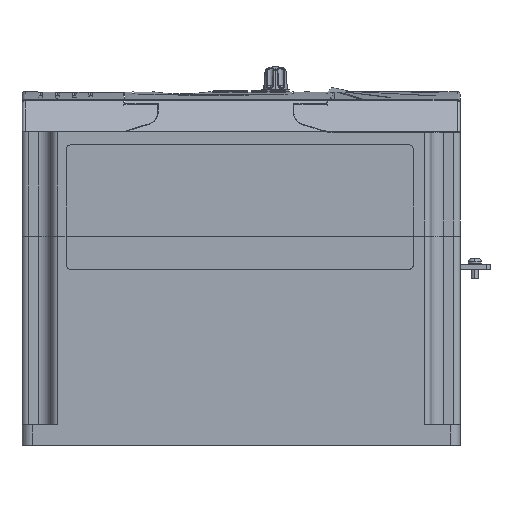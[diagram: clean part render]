
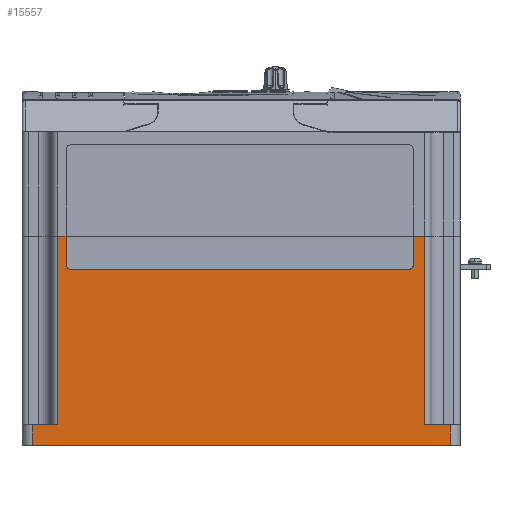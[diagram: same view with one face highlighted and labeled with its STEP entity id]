
A CAD part, left-side view. The second image highlights one B-rep face of the part: STEP entity #15557.
In plain terms, the highlighted planar face has unit normal (-1, 0, 0).
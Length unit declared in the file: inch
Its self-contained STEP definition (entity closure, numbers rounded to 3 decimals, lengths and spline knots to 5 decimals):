
#899 = CARTESIAN_POINT ( 'NONE',  ( -2.46, 3.45955, 2.83615 ) ) ;
#902 = VECTOR ( 'NONE', #17904, 39.37008 ) ;
#1193 = CARTESIAN_POINT ( 'NONE',  ( -2.46, 3.625, -2.6 ) ) ;
#1828 = LINE ( 'NONE', #14875, #902 ) ;
#1924 = DIRECTION ( 'NONE',  ( 0., 1., 0. ) ) ;
#2099 = EDGE_CURVE ( 'NONE', #33461, #9298, #21726, .T. ) ;
#2236 = AXIS2_PLACEMENT_3D ( 'NONE', #8134, #29900, #11248 ) ;
#2246 = CARTESIAN_POINT ( 'NONE',  ( -2.46, -3.40487, 0.5695 ) ) ;
#2260 = DIRECTION ( 'NONE',  ( 0., 0., 1. ) ) ;
#2385 = CARTESIAN_POINT ( 'NONE',  ( -2.46, 4.33, -3.00447 ) ) ;
#2719 = CARTESIAN_POINT ( 'NONE',  ( -2.46, -4.13, -3.00547 ) ) ;
#2898 = ORIENTED_EDGE ( 'NONE', *, *, #31897, .F. ) ;
#2906 = DIRECTION ( 'NONE',  ( 0., 1., 0. ) ) ;
#3086 = DIRECTION ( 'NONE',  ( 1., 0., 0. ) ) ;
#3179 = EDGE_CURVE ( 'NONE', #23028, #39382, #32662, .T. ) ;
#3748 = ORIENTED_EDGE ( 'NONE', *, *, #3973, .T. ) ;
#3800 = EDGE_CURVE ( 'NONE', #39896, #23028, #19927, .T. ) ;
#3872 = VECTOR ( 'NONE', #10124, 39.37008 ) ;
#3939 = ORIENTED_EDGE ( 'NONE', *, *, #27392, .F. ) ;
#3973 = EDGE_CURVE ( 'NONE', #20448, #5391, #22351, .T. ) ;
#3975 = ORIENTED_EDGE ( 'NONE', *, *, #40292, .T. ) ;
#4038 = ORIENTED_EDGE ( 'NONE', *, *, #21097, .T. ) ;
#4250 = CIRCLE ( 'NONE', #2236, 0.1 ) ;
#4336 = EDGE_CURVE ( 'NONE', #30661, #24941, #5478, .T. ) ;
#4529 = ORIENTED_EDGE ( 'NONE', *, *, #3800, .T. ) ;
#5391 = VERTEX_POINT ( 'NONE', #25812 ) ;
#5410 = VECTOR ( 'NONE', #29679, 39.37008 ) ;
#5425 = VECTOR ( 'NONE', #29916, 39.37008 ) ;
#5478 = LINE ( 'NONE', #29939, #29325 ) ;
#5562 = VECTOR ( 'NONE', #1924, 39.37008 ) ;
#5747 = VERTEX_POINT ( 'NONE', #34032 ) ;
#5794 = VECTOR ( 'NONE', #25280, 39.37008 ) ;
#6049 = VECTOR ( 'NONE', #30164, 39.37008 ) ;
#6349 = VECTOR ( 'NONE', #2260, 39.37008 ) ;
#6389 = EDGE_CURVE ( 'NONE', #36748, #14161, #24332, .T. ) ;
#7376 = EDGE_LOOP ( 'NONE', ( #28654, #31093, #18142, #18570, #26258, #14882, #34457, #2898, #23963, #3975, #4038, #3748, #3939, #29125, #4529, #8968, #29899, #16960 ) ) ;
#7527 = VECTOR ( 'NONE', #27276, 39.37008 ) ;
#8061 = CARTESIAN_POINT ( 'NONE',  ( -2.46, 4.33, 1.13 ) ) ;
#8134 = CARTESIAN_POINT ( 'NONE',  ( -2.46, -3.30487, 0.5695 ) ) ;
#8247 = VERTEX_POINT ( 'NONE', #14494 ) ;
#8426 = CARTESIAN_POINT ( 'NONE',  ( -2.46, -3.625, -3.00547 ) ) ;
#8478 = EDGE_CURVE ( 'NONE', #20259, #30193, #4250, .T. ) ;
#8846 = DIRECTION ( 'NONE',  ( 0., 0., 1. ) ) ;
#8968 = ORIENTED_EDGE ( 'NONE', *, *, #3179, .T. ) ;
#9298 = VERTEX_POINT ( 'NONE', #13372 ) ;
#10124 = DIRECTION ( 'NONE',  ( 0., 0., 1. ) ) ;
#11248 = DIRECTION ( 'NONE',  ( 0., 0., -1. ) ) ;
#11301 = DIRECTION ( 'NONE',  ( 0., 0., -1. ) ) ;
#12320 = PLANE ( 'NONE',  #36340 ) ;
#12489 = DIRECTION ( 'NONE',  ( 1., 0., 0. ) ) ;
#12510 = EDGE_CURVE ( 'NONE', #8247, #9298, #25556, .T. ) ;
#13372 = CARTESIAN_POINT ( 'NONE',  ( -2.46, -4.13, -2.6 ) ) ;
#14003 = VERTEX_POINT ( 'NONE', #30079 ) ;
#14161 = VERTEX_POINT ( 'NONE', #21635 ) ;
#14494 = CARTESIAN_POINT ( 'NONE',  ( -2.46, -4.13, -3.00447 ) ) ;
#14603 = LINE ( 'NONE', #39500, #6349 ) ;
#14875 = CARTESIAN_POINT ( 'NONE',  ( -2.46, -3.75, -3.00547 ) ) ;
#14882 = ORIENTED_EDGE ( 'NONE', *, *, #16997, .T. ) ;
#15324 = DIRECTION ( 'NONE',  ( 0., 0., -1. ) ) ;
#15421 = CARTESIAN_POINT ( 'NONE',  ( -2.46, 4.33, -3.00547 ) ) ;
#15557 = ADVANCED_FACE ( 'NONE', ( #36894 ), #12320, .F. ) ;
#15758 = CARTESIAN_POINT ( 'NONE',  ( -2.46, 4.33, -3.00547 ) ) ;
#16097 = VECTOR ( 'NONE', #24676, 39.37008 ) ;
#16532 = DIRECTION ( 'NONE',  ( 0., 0., -1. ) ) ;
#16546 = VECTOR ( 'NONE', #2906, 39.37008 ) ;
#16960 = ORIENTED_EDGE ( 'NONE', *, *, #4336, .T. ) ;
#16997 = EDGE_CURVE ( 'NONE', #33461, #14161, #22615, .T. ) ;
#17726 = CARTESIAN_POINT ( 'NONE',  ( -2.46, 3.45955, 0.5695 ) ) ;
#17904 = DIRECTION ( 'NONE',  ( 0., 0., 1. ) ) ;
#18142 = ORIENTED_EDGE ( 'NONE', *, *, #29689, .F. ) ;
#18249 = VECTOR ( 'NONE', #8846, 39.37008 ) ;
#18412 = CARTESIAN_POINT ( 'NONE',  ( -2.46, 4.33, -2.6 ) ) ;
#18570 = ORIENTED_EDGE ( 'NONE', *, *, #12510, .T. ) ;
#18806 = CARTESIAN_POINT ( 'NONE',  ( -2.46, 3.625, 1.13 ) ) ;
#19652 = CARTESIAN_POINT ( 'NONE',  ( -2.46, 4.13, -3.00547 ) ) ;
#19785 = VECTOR ( 'NONE', #15324, 39.37008 ) ;
#19927 = LINE ( 'NONE', #18412, #16546 ) ;
#20259 = VERTEX_POINT ( 'NONE', #2246 ) ;
#20448 = VERTEX_POINT ( 'NONE', #17726 ) ;
#20756 = VECTOR ( 'NONE', #35639, 39.37008 ) ;
#21097 = EDGE_CURVE ( 'NONE', #28244, #20448, #39599, .T. ) ;
#21452 = EDGE_CURVE ( 'NONE', #30661, #39382, #25024, .T. ) ;
#21635 = CARTESIAN_POINT ( 'NONE',  ( -2.46, -3.625, 1.13 ) ) ;
#21726 = LINE ( 'NONE', #32523, #20756 ) ;
#22117 = LINE ( 'NONE', #39136, #5562 ) ;
#22351 = LINE ( 'NONE', #899, #3872 ) ;
#22362 = LINE ( 'NONE', #15758, #5794 ) ;
#22615 = LINE ( 'NONE', #8426, #6049 ) ;
#23028 = VERTEX_POINT ( 'NONE', #39492 ) ;
#23251 = CARTESIAN_POINT ( 'NONE',  ( -2.46, 4.13, -3.00447 ) ) ;
#23963 = ORIENTED_EDGE ( 'NONE', *, *, #8478, .T. ) ;
#24012 = CARTESIAN_POINT ( 'NONE',  ( -2.46, 3.75, -3.00447 ) ) ;
#24152 = EDGE_CURVE ( 'NONE', #24941, #14003, #22362, .T. ) ;
#24332 = LINE ( 'NONE', #40143, #16097 ) ;
#24383 = VECTOR ( 'NONE', #16532, 39.37008 ) ;
#24676 = DIRECTION ( 'NONE',  ( 0., -1., 0. ) ) ;
#24835 = DIRECTION ( 'NONE',  ( 0., 0., -1. ) ) ;
#24941 = VERTEX_POINT ( 'NONE', #27091 ) ;
#25024 = LINE ( 'NONE', #2385, #7527 ) ;
#25091 = EDGE_CURVE ( 'NONE', #34160, #39896, #28060, .T. ) ;
#25280 = DIRECTION ( 'NONE',  ( 0., -1., 0. ) ) ;
#25556 = LINE ( 'NONE', #2719, #18249 ) ;
#25812 = CARTESIAN_POINT ( 'NONE',  ( -2.46, 3.45955, 1.13 ) ) ;
#26258 = ORIENTED_EDGE ( 'NONE', *, *, #2099, .F. ) ;
#26772 = CARTESIAN_POINT ( 'NONE',  ( -2.46, 3.35955, 0.4695 ) ) ;
#27091 = CARTESIAN_POINT ( 'NONE',  ( -2.46, 3.75, -3.00547 ) ) ;
#27276 = DIRECTION ( 'NONE',  ( 0., 1., 0. ) ) ;
#27392 = EDGE_CURVE ( 'NONE', #34160, #5391, #37505, .T. ) ;
#28060 = LINE ( 'NONE', #30967, #19785 ) ;
#28244 = VERTEX_POINT ( 'NONE', #36099 ) ;
#28654 = ORIENTED_EDGE ( 'NONE', *, *, #24152, .T. ) ;
#29125 = ORIENTED_EDGE ( 'NONE', *, *, #25091, .T. ) ;
#29216 = AXIS2_PLACEMENT_3D ( 'NONE', #31108, #12489, #34238 ) ;
#29325 = VECTOR ( 'NONE', #11301, 39.37008 ) ;
#29679 = DIRECTION ( 'NONE',  ( 0., -1., 0. ) ) ;
#29689 = EDGE_CURVE ( 'NONE', #8247, #5747, #22117, .T. ) ;
#29899 = ORIENTED_EDGE ( 'NONE', *, *, #21452, .F. ) ;
#29900 = DIRECTION ( 'NONE',  ( 1., 0., 0. ) ) ;
#29916 = DIRECTION ( 'NONE',  ( 0., 1., 0. ) ) ;
#29939 = CARTESIAN_POINT ( 'NONE',  ( -2.46, 3.75, -3.00547 ) ) ;
#30079 = CARTESIAN_POINT ( 'NONE',  ( -2.46, -3.75, -3.00547 ) ) ;
#30164 = DIRECTION ( 'NONE',  ( 0., 0., 1. ) ) ;
#30193 = VERTEX_POINT ( 'NONE', #38590 ) ;
#30661 = VERTEX_POINT ( 'NONE', #24012 ) ;
#30967 = CARTESIAN_POINT ( 'NONE',  ( -2.46, 3.625, -3.00547 ) ) ;
#31093 = ORIENTED_EDGE ( 'NONE', *, *, #34887, .T. ) ;
#31108 = CARTESIAN_POINT ( 'NONE',  ( -2.46, 3.35955, 0.5695 ) ) ;
#31537 = CARTESIAN_POINT ( 'NONE',  ( -2.46, -3.40487, 1.13 ) ) ;
#31897 = EDGE_CURVE ( 'NONE', #20259, #36748, #14603, .T. ) ;
#32523 = CARTESIAN_POINT ( 'NONE',  ( -2.46, 4.33, -2.6 ) ) ;
#32662 = LINE ( 'NONE', #19652, #24383 ) ;
#33461 = VERTEX_POINT ( 'NONE', #36530 ) ;
#34032 = CARTESIAN_POINT ( 'NONE',  ( -2.46, -3.75, -3.00447 ) ) ;
#34160 = VERTEX_POINT ( 'NONE', #18806 ) ;
#34238 = DIRECTION ( 'NONE',  ( 0., 0., 1. ) ) ;
#34457 = ORIENTED_EDGE ( 'NONE', *, *, #6389, .F. ) ;
#34887 = EDGE_CURVE ( 'NONE', #14003, #5747, #1828, .T. ) ;
#35639 = DIRECTION ( 'NONE',  ( 0., -1., 0. ) ) ;
#36099 = CARTESIAN_POINT ( 'NONE',  ( -2.46, 3.35955, 0.4695 ) ) ;
#36340 = AXIS2_PLACEMENT_3D ( 'NONE', #15421, #3086, #24835 ) ;
#36530 = CARTESIAN_POINT ( 'NONE',  ( -2.46, -3.625, -2.6 ) ) ;
#36748 = VERTEX_POINT ( 'NONE', #31537 ) ;
#36894 = FACE_OUTER_BOUND ( 'NONE', #7376, .T. ) ;
#37505 = LINE ( 'NONE', #8061, #5410 ) ;
#37520 = LINE ( 'NONE', #26772, #5425 ) ;
#38590 = CARTESIAN_POINT ( 'NONE',  ( -2.46, -3.30487, 0.4695 ) ) ;
#39136 = CARTESIAN_POINT ( 'NONE',  ( -2.46, 4.33, -3.00447 ) ) ;
#39382 = VERTEX_POINT ( 'NONE', #23251 ) ;
#39492 = CARTESIAN_POINT ( 'NONE',  ( -2.46, 4.13, -2.6 ) ) ;
#39500 = CARTESIAN_POINT ( 'NONE',  ( -2.46, -3.40487, -3.00547 ) ) ;
#39599 = CIRCLE ( 'NONE', #29216, 0.1 ) ;
#39896 = VERTEX_POINT ( 'NONE', #1193 ) ;
#40143 = CARTESIAN_POINT ( 'NONE',  ( -2.46, 4.33, 1.13 ) ) ;
#40292 = EDGE_CURVE ( 'NONE', #30193, #28244, #37520, .T. ) ;
